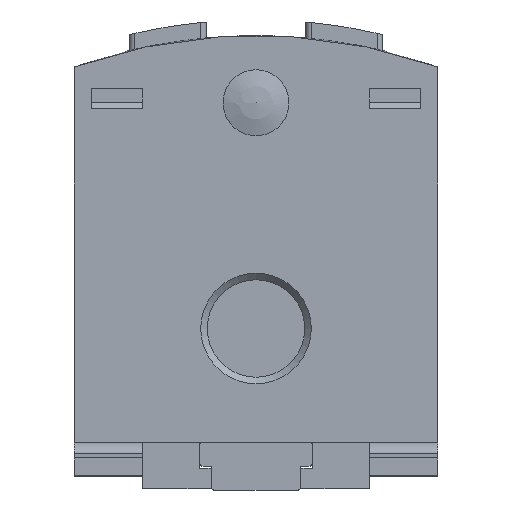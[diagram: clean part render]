
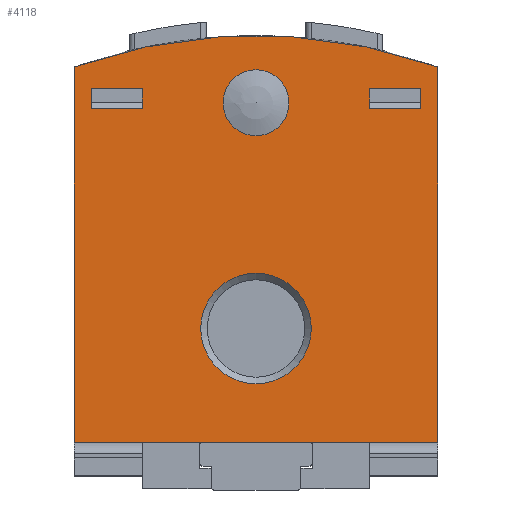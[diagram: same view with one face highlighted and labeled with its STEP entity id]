
A CAD part, front view. The second image highlights one B-rep face of the part: STEP entity #4118.
In plain terms, the highlighted planar face has unit normal (0, -1, 0).
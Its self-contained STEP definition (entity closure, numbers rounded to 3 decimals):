
#137=CIRCLE('',#4328,4.864);
#138=CIRCLE('',#4329,2.9);
#139=CIRCLE('',#4330,48.);
#309=ORIENTED_EDGE('',*,*,#1174,.F.);
#310=ORIENTED_EDGE('',*,*,#1175,.F.);
#311=ORIENTED_EDGE('',*,*,#1176,.F.);
#312=ORIENTED_EDGE('',*,*,#1177,.T.);
#313=ORIENTED_EDGE('',*,*,#1178,.F.);
#314=ORIENTED_EDGE('',*,*,#1179,.F.);
#315=ORIENTED_EDGE('',*,*,#1180,.F.);
#316=ORIENTED_EDGE('',*,*,#1181,.T.);
#317=ORIENTED_EDGE('',*,*,#1182,.T.);
#318=ORIENTED_EDGE('',*,*,#1183,.F.);
#319=ORIENTED_EDGE('',*,*,#1184,.F.);
#320=ORIENTED_EDGE('',*,*,#1185,.T.);
#321=ORIENTED_EDGE('',*,*,#1186,.T.);
#322=ORIENTED_EDGE('',*,*,#1187,.F.);
#1174=EDGE_CURVE('',#1605,#1605,#137,.T.);
#1175=EDGE_CURVE('',#1606,#1606,#138,.F.);
#1176=EDGE_CURVE('',#1607,#1608,#1912,.T.);
#1177=EDGE_CURVE('',#1607,#1609,#1913,.T.);
#1178=EDGE_CURVE('',#1610,#1609,#1914,.T.);
#1179=EDGE_CURVE('',#1608,#1610,#139,.T.);
#1180=EDGE_CURVE('',#1611,#1612,#1915,.T.);
#1181=EDGE_CURVE('',#1611,#1613,#1916,.T.);
#1182=EDGE_CURVE('',#1613,#1614,#1917,.T.);
#1183=EDGE_CURVE('',#1612,#1614,#1918,.T.);
#1184=EDGE_CURVE('',#1615,#1616,#1919,.T.);
#1185=EDGE_CURVE('',#1615,#1617,#1920,.T.);
#1186=EDGE_CURVE('',#1617,#1618,#1921,.T.);
#1187=EDGE_CURVE('',#1616,#1618,#1922,.T.);
#1605=VERTEX_POINT('',#5636);
#1606=VERTEX_POINT('',#5638);
#1607=VERTEX_POINT('',#5640);
#1608=VERTEX_POINT('',#5641);
#1609=VERTEX_POINT('',#5643);
#1610=VERTEX_POINT('',#5645);
#1611=VERTEX_POINT('',#5648);
#1612=VERTEX_POINT('',#5649);
#1613=VERTEX_POINT('',#5651);
#1614=VERTEX_POINT('',#5653);
#1615=VERTEX_POINT('',#5656);
#1616=VERTEX_POINT('',#5657);
#1617=VERTEX_POINT('',#5659);
#1618=VERTEX_POINT('',#5661);
#1912=LINE('',#5639,#2232);
#1913=LINE('',#5642,#2233);
#1914=LINE('',#5644,#2234);
#1915=LINE('',#5647,#2235);
#1916=LINE('',#5650,#2236);
#1917=LINE('',#5652,#2237);
#1918=LINE('',#5654,#2238);
#1919=LINE('',#5655,#2239);
#1920=LINE('',#5658,#2240);
#1921=LINE('',#5660,#2241);
#1922=LINE('',#5662,#2242);
#2232=VECTOR('',#4710,1000.);
#2233=VECTOR('',#4711,1000.);
#2234=VECTOR('',#4712,1000.);
#2235=VECTOR('',#4715,1000.);
#2236=VECTOR('',#4716,1000.);
#2237=VECTOR('',#4717,1000.);
#2238=VECTOR('',#4718,1000.);
#2239=VECTOR('',#4719,1000.);
#2240=VECTOR('',#4720,1000.);
#2241=VECTOR('',#4721,1000.);
#2242=VECTOR('',#4722,1000.);
#2527=EDGE_LOOP('',(#309));
#2528=EDGE_LOOP('',(#310));
#2529=EDGE_LOOP('',(#311,#312,#313,#314));
#2530=EDGE_LOOP('',(#315,#316,#317,#318));
#2531=EDGE_LOOP('',(#319,#320,#321,#322));
#2755=FACE_BOUND('',#2527,.T.);
#2756=FACE_BOUND('',#2528,.T.);
#2757=FACE_BOUND('',#2529,.T.);
#2758=FACE_BOUND('',#2530,.T.);
#2759=FACE_BOUND('',#2531,.T.);
#2975=PLANE('',#4327);
#4118=ADVANCED_FACE('',(#2755,#2756,#2757,#2758,#2759),#2975,.F.);
#4327=AXIS2_PLACEMENT_3D('',#5634,#4704,#4705);
#4328=AXIS2_PLACEMENT_3D('',#5635,#4706,#4707);
#4329=AXIS2_PLACEMENT_3D('',#5637,#4708,#4709);
#4330=AXIS2_PLACEMENT_3D('',#5646,#4713,#4714);
#4704=DIRECTION('',(0.,1.,0.));
#4705=DIRECTION('',(0.,0.,1.));
#4706=DIRECTION('',(0.,-1.,0.));
#4707=DIRECTION('',(0.,0.,-1.));
#4708=DIRECTION('',(0.,1.,0.));
#4709=DIRECTION('',(0.,0.,1.));
#4710=DIRECTION('',(0.,0.,1.));
#4711=DIRECTION('',(1.,0.,0.));
#4712=DIRECTION('',(0.,0.,-1.));
#4713=DIRECTION('',(0.,1.,0.));
#4714=DIRECTION('',(1.,0.,0.));
#4715=DIRECTION('',(-1.,0.,0.));
#4716=DIRECTION('',(0.,0.,-1.));
#4717=DIRECTION('',(-1.,0.,0.));
#4718=DIRECTION('',(0.,0.,-1.));
#4719=DIRECTION('',(0.,0.,-1.));
#4720=DIRECTION('',(1.,0.,0.));
#4721=DIRECTION('',(0.,0.,-1.));
#4722=DIRECTION('',(1.,0.,0.));
#5634=CARTESIAN_POINT('',(0.,0.,-28.15));
#5635=CARTESIAN_POINT('',(0.,0.,-5.9));
#5636=CARTESIAN_POINT('',(0.,0.,-10.764));
#5637=CARTESIAN_POINT('',(0.,0.,13.95));
#5638=CARTESIAN_POINT('',(0.,0.,16.85));
#5639=CARTESIAN_POINT('',(-16.,0.,-20.));
#5640=CARTESIAN_POINT('',(-16.,0.,-15.9));
#5641=CARTESIAN_POINT('',(-16.,0.,17.105));
#5642=CARTESIAN_POINT('',(-4.95,0.,-15.9));
#5643=CARTESIAN_POINT('',(16.,0.,-15.9));
#5644=CARTESIAN_POINT('',(16.,0.,17.105));
#5645=CARTESIAN_POINT('',(16.,0.,17.105));
#5646=CARTESIAN_POINT('',(0.,0.,-28.15));
#5647=CARTESIAN_POINT('',(14.5,0.,15.2));
#5648=CARTESIAN_POINT('',(14.5,0.,15.2));
#5649=CARTESIAN_POINT('',(10.,0.,15.2));
#5650=CARTESIAN_POINT('',(14.5,0.,15.2));
#5651=CARTESIAN_POINT('',(14.5,0.,13.45));
#5652=CARTESIAN_POINT('',(14.5,0.,13.45));
#5653=CARTESIAN_POINT('',(10.,0.,13.45));
#5654=CARTESIAN_POINT('',(10.,0.,15.2));
#5655=CARTESIAN_POINT('',(-14.5,0.,15.2));
#5656=CARTESIAN_POINT('',(-14.5,0.,15.2));
#5657=CARTESIAN_POINT('',(-14.5,0.,13.45));
#5658=CARTESIAN_POINT('',(-14.5,0.,15.2));
#5659=CARTESIAN_POINT('',(-10.,0.,15.2));
#5660=CARTESIAN_POINT('',(-10.,0.,15.2));
#5661=CARTESIAN_POINT('',(-10.,0.,13.45));
#5662=CARTESIAN_POINT('',(-14.5,0.,13.45));
